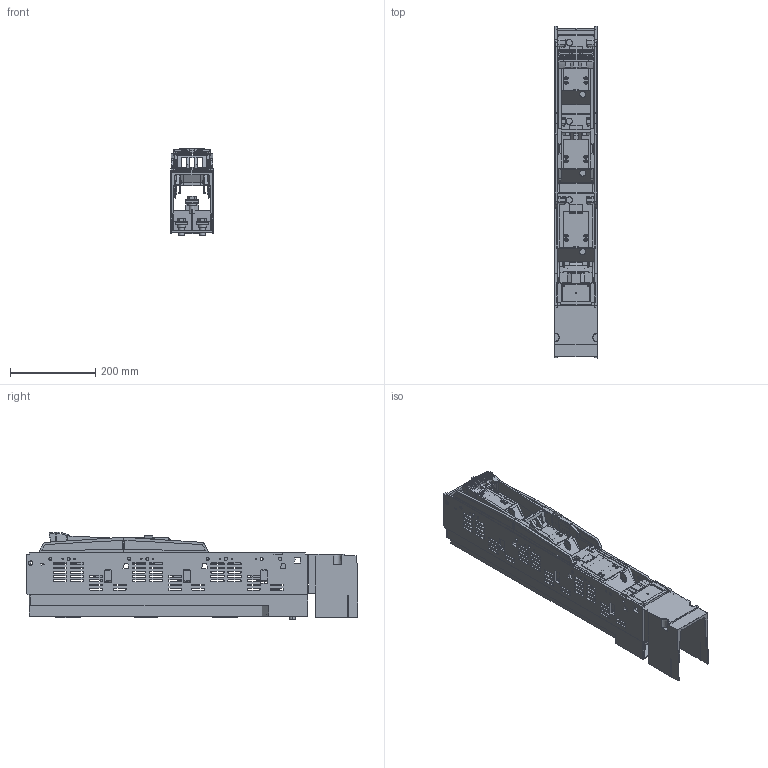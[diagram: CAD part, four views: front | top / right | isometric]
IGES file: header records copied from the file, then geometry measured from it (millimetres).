
Start section: START RECORD GO HERE
Global section: file name: SL123_3X3_DREIPOLIG_IGS                                          FIGES; native system: IBM CATIA IGES - CATIA SOLUTIONS V4RELEASE 2.4 REFRESH 02; preprocessor: CATIA SOLUTIONS V4RELEASE 2.4 REFRESH 02; organization: DASSAULT SYSTEMES; date: 021220.074250; units: millimetre
Bounding box: 99 x 780.23 x 204.99 mm (x, y, z)
Surface area: 1137196.6 mm2 (no closed solid volume)
Topology: 0 solids, 0 shells, 3836 faces, 24039 edges, 24028 vertices
Faces by surface type: extrusion 2636, revolution 1184, bspline 16
